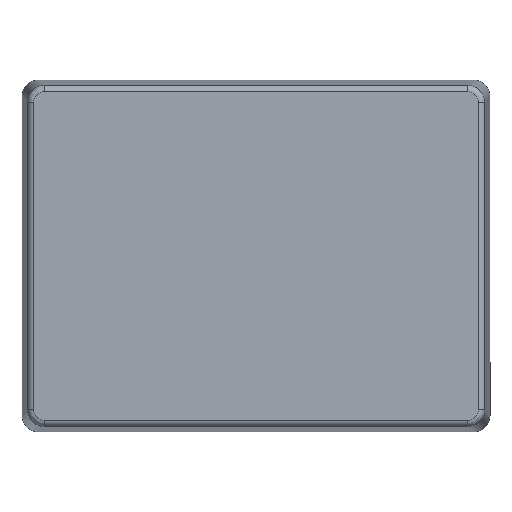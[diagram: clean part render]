
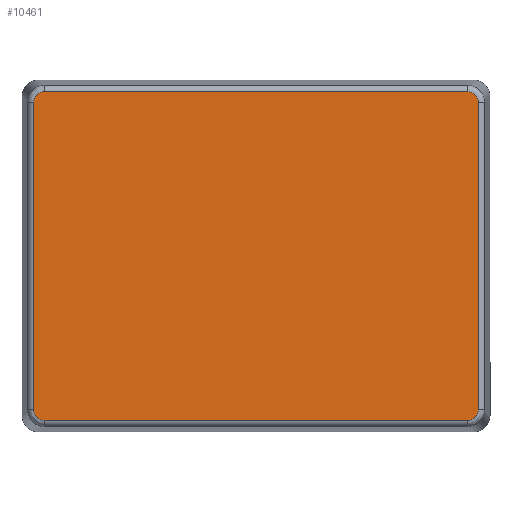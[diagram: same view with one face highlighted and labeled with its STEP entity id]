
A CAD part, front view. The second image highlights one B-rep face of the part: STEP entity #10461.
In plain terms, the highlighted face is planar.
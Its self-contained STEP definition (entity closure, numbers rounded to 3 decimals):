
#552=ELLIPSE('',#11105,2.503,2.5);
#553=ELLIPSE('',#11107,2.503,2.5);
#556=ELLIPSE('',#11115,2.503,2.5);
#557=ELLIPSE('',#11117,2.503,2.5);
#1237=FACE_OUTER_BOUND('',#1928,.T.);
#1928=EDGE_LOOP('',(#8346,#8347,#8348,#8349,#8350,#8351,#8352,#8353));
#2812=LINE('',#17059,#3485);
#2814=LINE('',#17125,#3487);
#2815=LINE('',#17130,#3488);
#2817=LINE('',#17193,#3490);
#3485=VECTOR('',#12642,101.906);
#3487=VECTOR('',#12660,74.006);
#3488=VECTOR('',#12665,74.006);
#3490=VECTOR('',#12681,101.906);
#4724=VERTEX_POINT('',#17052);
#4727=VERTEX_POINT('',#17057);
#4728=VERTEX_POINT('',#17085);
#4731=VERTEX_POINT('',#17116);
#4732=VERTEX_POINT('',#17121);
#4735=VERTEX_POINT('',#17128);
#4736=VERTEX_POINT('',#17157);
#4739=VERTEX_POINT('',#17188);
#6014=EDGE_CURVE('',#4727,#4724,#2812,.T.);
#6017=EDGE_CURVE('',#4724,#4728,#552,.T.);
#6019=EDGE_CURVE('',#4731,#4727,#553,.T.);
#6023=EDGE_CURVE('',#4728,#4732,#2814,.T.);
#6025=EDGE_CURVE('',#4735,#4731,#2815,.T.);
#6029=EDGE_CURVE('',#4732,#4736,#556,.T.);
#6031=EDGE_CURVE('',#4739,#4735,#557,.T.);
#6033=EDGE_CURVE('',#4736,#4739,#2817,.T.);
#8346=ORIENTED_EDGE('',*,*,#6014,.F.);
#8347=ORIENTED_EDGE('',*,*,#6019,.F.);
#8348=ORIENTED_EDGE('',*,*,#6025,.F.);
#8349=ORIENTED_EDGE('',*,*,#6031,.F.);
#8350=ORIENTED_EDGE('',*,*,#6033,.F.);
#8351=ORIENTED_EDGE('',*,*,#6029,.F.);
#8352=ORIENTED_EDGE('',*,*,#6023,.F.);
#8353=ORIENTED_EDGE('',*,*,#6017,.F.);
#10067=PLANE('',#11126);
#10461=ADVANCED_FACE('',(#1237),#10067,.F.);
#11105=AXIS2_PLACEMENT_3D('',#17089,#12647,#12648);
#11107=AXIS2_PLACEMENT_3D('',#17118,#12651,#12652);
#11115=AXIS2_PLACEMENT_3D('',#17161,#12671,#12672);
#11117=AXIS2_PLACEMENT_3D('',#17190,#12675,#12676);
#11126=AXIS2_PLACEMENT_3D('',#17213,#12702,#12703);
#12642=DIRECTION('',(1.,0.,0.));
#12647=DIRECTION('center_axis',(0.,0.,1.));
#12648=DIRECTION('ref_axis',(0.707,-0.707,0.));
#12651=DIRECTION('center_axis',(0.,0.,1.));
#12652=DIRECTION('ref_axis',(-0.707,-0.707,0.));
#12660=DIRECTION('',(0.,1.,0.));
#12665=DIRECTION('',(0.,-1.,0.));
#12671=DIRECTION('center_axis',(0.,0.,1.));
#12672=DIRECTION('ref_axis',(0.707,0.707,0.));
#12675=DIRECTION('center_axis',(0.,0.,1.));
#12676=DIRECTION('ref_axis',(-0.707,0.707,0.));
#12681=DIRECTION('',(-1.,0.,0.));
#12702=DIRECTION('center_axis',(0.,0.,1.));
#12703=DIRECTION('ref_axis',(1.,0.,0.));
#17052=CARTESIAN_POINT('',(50.953,-39.501,0.));
#17057=CARTESIAN_POINT('',(-50.953,-39.501,0.));
#17059=CARTESIAN_POINT('',(0.,-39.501,0.));
#17085=CARTESIAN_POINT('',(53.451,-37.003,0.));
#17089=CARTESIAN_POINT('Origin',(50.95,-37.,0.));
#17116=CARTESIAN_POINT('',(-53.451,-37.003,0.));
#17118=CARTESIAN_POINT('Origin',(-50.95,-37.,0.));
#17121=CARTESIAN_POINT('',(53.451,37.003,0.));
#17125=CARTESIAN_POINT('',(53.451,0.,0.));
#17128=CARTESIAN_POINT('',(-53.451,37.003,0.));
#17130=CARTESIAN_POINT('',(-53.451,0.,0.));
#17157=CARTESIAN_POINT('',(50.953,39.501,0.));
#17161=CARTESIAN_POINT('Origin',(50.95,37.,0.));
#17188=CARTESIAN_POINT('',(-50.953,39.501,0.));
#17190=CARTESIAN_POINT('Origin',(-50.95,37.,0.));
#17193=CARTESIAN_POINT('',(0.,39.501,0.));
#17213=CARTESIAN_POINT('Origin',(0.,0.,
0.));
